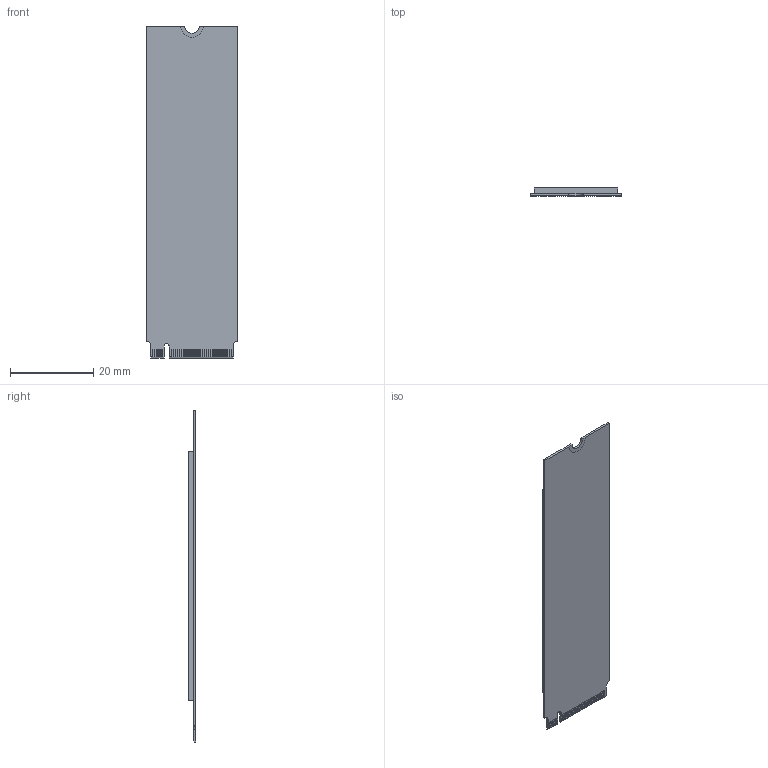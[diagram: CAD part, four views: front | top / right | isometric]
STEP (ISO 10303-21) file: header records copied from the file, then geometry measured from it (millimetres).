
FILE_DESCRIPTION(('HOOPS Exchange Step'),'2;1');
FILE_NAME('d3fbfefae0d9342629f62591fac7d49e20230505-1-1rfpg1r.SLDPRT.step','2023-05-05T20:40:30+00:00',('root'),('Unknown organisation'),'HOOPS Exchange 2021.0','HOOPS Exchange','Unknown authorisation');
FILE_SCHEMA( ('AUTOMOTIVE_DESIGN { 1 0 10303 214 1 1 1 1 }') );
Length unit declared in the file: millimetre
Products named in the file (2): Default; d3fbfefae0d9342629f62591fac7d49e20230505-1-1rfpg1r
Assembly tree (1 placements, depth 2):
  d3fbfefae0d9342629f62591fac7d49e20230505-1-1rfpg1r
    Default
Bounding box: 22 x 1.86 x 80 mm (x, y, z)
Volume: 2491.7 mm3; surface area: 3807.8 mm2
Topology: 1 solids, 1 shells, 370 faces, 967 edges, 600 vertices
Faces by surface type: plane 362, cylinder 8
Entity records: 11069 total; most frequent: CARTESIAN_POINT 1940, ORIENTED_EDGE 1934, DIRECTION 1729, EDGE_CURVE 967, VECTOR 951, LINE 951, VERTEX_POINT 600, AXIS2_PLACEMENT_3D 389
